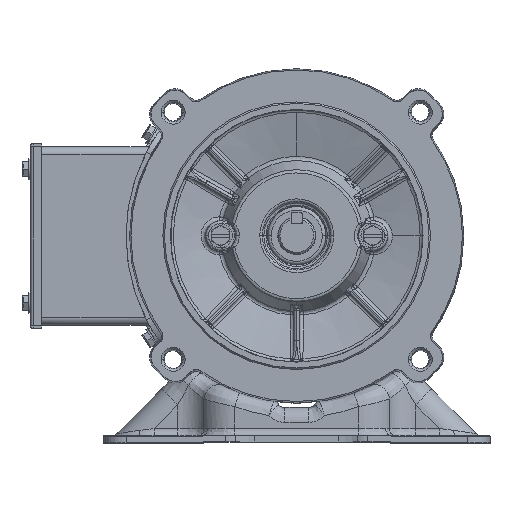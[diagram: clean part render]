
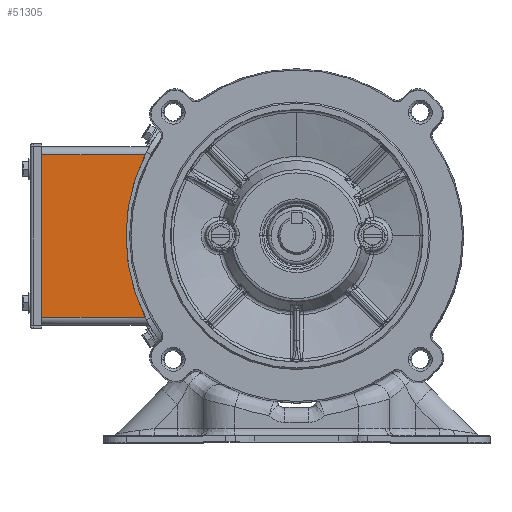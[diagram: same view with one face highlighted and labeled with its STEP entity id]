
A CAD part, top view. The second image highlights one B-rep face of the part: STEP entity #51305.
In plain terms, the highlighted face is planar.
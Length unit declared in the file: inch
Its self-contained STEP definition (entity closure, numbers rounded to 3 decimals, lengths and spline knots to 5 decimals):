
#2674 = VERTEX_POINT ( 'NONE', #4682 ) ;
#2998 = EDGE_CURVE ( 'NONE', #116087, #145327, #119080, .T. ) ;
#4682 = CARTESIAN_POINT ( 'NONE',  ( 2.54598, 1.37, 1.5625 ) ) ;
#13310 = DIRECTION ( 'NONE',  ( 0., 0., 1. ) ) ;
#14312 = CARTESIAN_POINT ( 'NONE',  ( 4.3698, -1.37, 1.5625 ) ) ;
#18818 = EDGE_CURVE ( 'NONE', #145327, #34136, #107321, .T. ) ;
#18887 = CARTESIAN_POINT ( 'NONE',  ( 4.3698, -1.37, 1.5625 ) ) ;
#24074 = CARTESIAN_POINT ( 'NONE',  ( 4.3698, 1.37, 1.5625 ) ) ;
#25265 = PLANE ( 'NONE',  #96448 ) ;
#29509 = VECTOR ( 'NONE', #113734, 39.37008 ) ;
#33238 = VECTOR ( 'NONE', #105372, 39.37008 ) ;
#34136 = VERTEX_POINT ( 'NONE', #78088 ) ;
#35123 = ORIENTED_EDGE ( 'NONE', *, *, #18818, .F. ) ;
#42370 = VECTOR ( 'NONE', #48998, 39.37008 ) ;
#48998 = DIRECTION ( 'NONE',  ( -1., 0., 0. ) ) ;
#51305 = ADVANCED_FACE ( 'NONE', ( #127649 ), #25265, .F. ) ;
#69861 = CARTESIAN_POINT ( 'NONE',  ( 2.54598, -1.37, 1.5625 ) ) ;
#73618 = DIRECTION ( 'NONE',  ( 0., -1., 0. ) ) ;
#78088 = CARTESIAN_POINT ( 'NONE',  ( 4.3698, 1.37, 1.5625 ) ) ;
#85002 = CIRCLE ( 'NONE', #157945, 3.06 ) ;
#90893 = LINE ( 'NONE', #24074, #42370 ) ;
#92223 = EDGE_CURVE ( 'NONE', #34136, #2674, #90893, .T. ) ;
#96448 = AXIS2_PLACEMENT_3D ( 'NONE', #100849, #13310, #73618 ) ;
#100849 = CARTESIAN_POINT ( 'NONE',  ( 4.3698, 1.5, 1.5625 ) ) ;
#105372 = DIRECTION ( 'NONE',  ( 0., 1., 0. ) ) ;
#107321 = LINE ( 'NONE', #141639, #33238 ) ;
#108540 = ORIENTED_EDGE ( 'NONE', *, *, #2998, .F. ) ;
#111637 = CARTESIAN_POINT ( 'NONE',  ( -0.1902, 0., 1.5625 ) ) ;
#113734 = DIRECTION ( 'NONE',  ( 1., 0., 0. ) ) ;
#116087 = VERTEX_POINT ( 'NONE', #69861 ) ;
#119080 = LINE ( 'NONE', #14312, #29509 ) ;
#123543 = DIRECTION ( 'NONE',  ( 0., 0., -1. ) ) ;
#125133 = EDGE_LOOP ( 'NONE', ( #126386, #35123, #108540, #155959 ) ) ;
#126386 = ORIENTED_EDGE ( 'NONE', *, *, #92223, .F. ) ;
#127649 = FACE_OUTER_BOUND ( 'NONE', #125133, .T. ) ;
#136036 = DIRECTION ( 'NONE',  ( -1., 0., 0. ) ) ;
#136656 = EDGE_CURVE ( 'NONE', #2674, #116087, #85002, .T. ) ;
#141639 = CARTESIAN_POINT ( 'NONE',  ( 4.3698, 1.5, 1.5625 ) ) ;
#145327 = VERTEX_POINT ( 'NONE', #18887 ) ;
#155959 = ORIENTED_EDGE ( 'NONE', *, *, #136656, .F. ) ;
#157945 = AXIS2_PLACEMENT_3D ( 'NONE', #111637, #123543, #136036 ) ;
